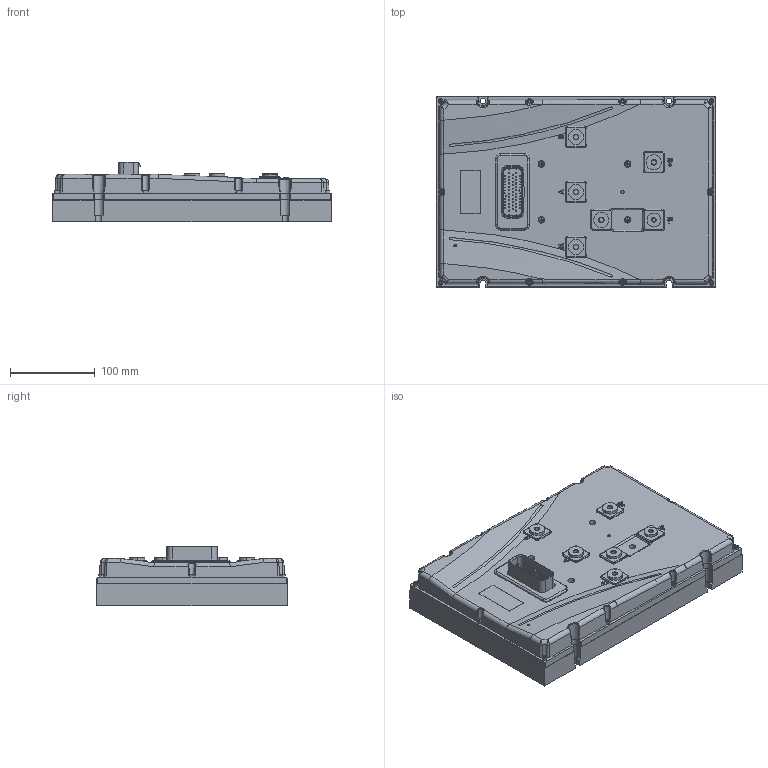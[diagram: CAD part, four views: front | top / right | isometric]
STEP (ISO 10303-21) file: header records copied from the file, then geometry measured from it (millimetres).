
FILE_DESCRIPTION (( 'STEP AP214' ), '1' );
FILE_NAME ('E型控制器模型(着色).STEP', '2015-03-26T07:00:02', ( '用户' ), ( '中国' ), 'SwSTEP 2.0', 'SolidWorks 2012', '' );
FILE_SCHEMA (( 'AUTOMOTIVE_DESIGN' ));
Length unit declared in the file: millimetre
Products named in the file (1): E倰諷秶ん耀倰(覂伎)
Bounding box: 330 x 225 x 70.45 mm (x, y, z)
Volume: 2806252.1 mm3; surface area: 401730.4 mm2
Topology: 2 solids, 6 shells, 2474 faces, 6619 edges, 4304 vertices
Faces by surface type: plane 1150, cylinder 631, cone 340, bspline 262, torus 56, sphere 35
Entity records: 105945 total; most frequent: CARTESIAN_POINT 35756, ORIENTED_EDGE 13042, DIRECTION 11640, EDGE_CURVE 6521, VERTEX_POINT 4269, AXIS2_PLACEMENT_3D 4255, LINE 3130, VECTOR 3130
